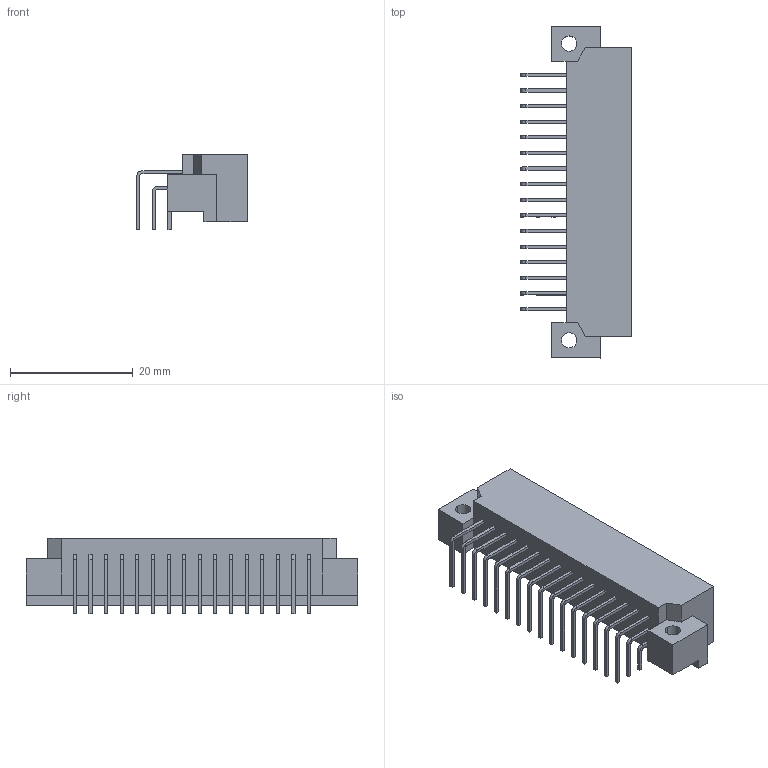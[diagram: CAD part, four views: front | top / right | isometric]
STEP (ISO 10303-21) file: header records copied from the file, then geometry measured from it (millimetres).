
FILE_DESCRIPTION((''),'2;1');
FILE_NAME('HARTING_09 23 148 6921.stp','2012-09-04T11:43:07',(''),(''),'Mechanical Desktop 2011','Mechanical Desktop 2011',', , ');
FILE_SCHEMA(('AUTOMOTIVE_DESIGN { 1 2 10303 214 1 1 1 1 }'));
Length unit declared in the file: millimetre
Products named in the file (1): Product
Bounding box: 17.97 x 54 x 12.35 mm (x, y, z)
Volume: 3280.9 mm3; surface area: 4923.2 mm2
Topology: 103 solids, 103 shells, 783 faces, 1710 edges, 1134 vertices
Faces by surface type: plane 574, cylinder 208, bspline 1
Entity records: 21301 total; most frequent: DIRECTION 3692, CARTESIAN_POINT 3631, ORIENTED_EDGE 3420, EDGE_CURVE 1710, VECTOR 1294, LINE 1294, AXIS2_PLACEMENT_3D 1199, VERTEX_POINT 1134
